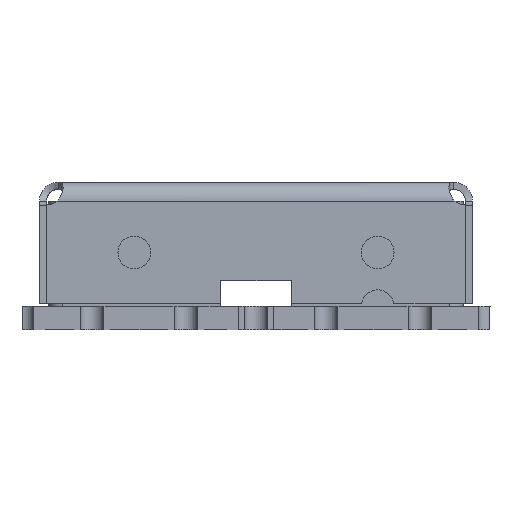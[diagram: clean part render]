
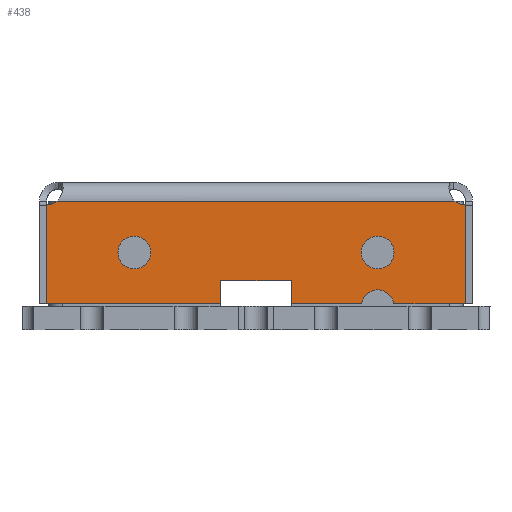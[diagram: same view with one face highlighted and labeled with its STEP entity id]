
A CAD part, left-side view. The second image highlights one B-rep face of the part: STEP entity #438.
In plain terms, the highlighted planar face has unit normal (-1, 0, 0).
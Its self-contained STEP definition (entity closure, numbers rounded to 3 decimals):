
#438=ADVANCED_FACE('',(#4569,#4571,#4573),#4575,.F.);
#4569=FACE_BOUND('',#4570,.T.);
#4570=EDGE_LOOP('',(#18592,#18593,#18594,#18595,#18596,#18597,#18598,#18599,#18600,
#18601,#18602,#18603));
#4571=FACE_BOUND('',#4572,.T.);
#4572=EDGE_LOOP('',(#18604));
#4573=FACE_BOUND('',#4574,.T.);
#4574=EDGE_LOOP('',(#18605));
#4575=PLANE('',#4576);
#4576=AXIS2_PLACEMENT_3D('',#4577,#4578,#4579);
#4577=CARTESIAN_POINT('',(-14.25,0.,6.3));
#4578=DIRECTION('',(1.,0.,0.));
#4579=DIRECTION('',(0.,0.,-1.));
#18592=ORIENTED_EDGE('',*,*,#26859,.F.);
#18593=ORIENTED_EDGE('',*,*,#26760,.T.);
#18594=ORIENTED_EDGE('',*,*,#26858,.F.);
#18595=ORIENTED_EDGE('',*,*,#26860,.T.);
#18596=ORIENTED_EDGE('',*,*,#26846,.F.);
#18597=ORIENTED_EDGE('',*,*,#26861,.T.);
#18598=ORIENTED_EDGE('',*,*,#26862,.T.);
#18599=ORIENTED_EDGE('',*,*,#26787,.T.);
#18600=ORIENTED_EDGE('',*,*,#26863,.T.);
#18601=ORIENTED_EDGE('',*,*,#26864,.T.);
#18602=ORIENTED_EDGE('',*,*,#26865,.T.);
#18603=ORIENTED_EDGE('',*,*,#26762,.T.);
#18604=ORIENTED_EDGE('',*,*,#26461,.T.);
#18605=ORIENTED_EDGE('',*,*,#26463,.T.);
#26461=EDGE_CURVE('',#32051,#32051,#32052,.T.);
#26463=EDGE_CURVE('',#32055,#32055,#32056,.T.);
#26760=EDGE_CURVE('',#32641,#32645,#32647,.T.);
#26762=EDGE_CURVE('',#32651,#32649,#32652,.T.);
#26787=EDGE_CURVE('',#32697,#32695,#32698,.T.);
#26846=EDGE_CURVE('',#32789,#32791,#32792,.T.);
#26858=EDGE_CURVE('',#32808,#32645,#32810,.T.);
#26859=EDGE_CURVE('',#32641,#32649,#32811,.T.);
#26860=EDGE_CURVE('',#32808,#32791,#32812,.T.);
#26861=EDGE_CURVE('',#32789,#32813,#32814,.T.);
#26862=EDGE_CURVE('',#32813,#32697,#32815,.T.);
#26863=EDGE_CURVE('',#32695,#32816,#32817,.T.);
#26864=EDGE_CURVE('',#32816,#32818,#32819,.T.);
#26865=EDGE_CURVE('',#32818,#32651,#32820,.T.);
#32051=VERTEX_POINT('',#36242);
#32052=CIRCLE('',#36243,0.7);
#32055=VERTEX_POINT('',#36252);
#32056=CIRCLE('',#36253,0.7);
#32641=VERTEX_POINT('',#40884);
#32645=VERTEX_POINT('',#40892);
#32647=LINE('',#40896,#40897);
#32649=VERTEX_POINT('',#40900);
#32651=VERTEX_POINT('',#40904);
#32652=LINE('',#40905,#40906);
#32695=VERTEX_POINT('',#40996);
#32697=VERTEX_POINT('',#41000);
#32698=LINE('',#41001,#41002);
#32789=VERTEX_POINT('',#41333);
#32791=VERTEX_POINT('',#41354);
#32792=LINE('',#41355,#41356);
#32808=VERTEX_POINT('',#41418);
#32810=LINE('',#41422,#41423);
#32811=CIRCLE('',#41425,0.7);
#32812=CIRCLE('',#41429,0.7);
#32813=VERTEX_POINT('',#41433);
#32814=CIRCLE('',#41434,0.7);
#32815=LINE('',#41438,#41439);
#32816=VERTEX_POINT('',#41441);
#32817=LINE('',#41442,#41443);
#32818=VERTEX_POINT('',#41445);
#32819=LINE('',#41446,#41447);
#32820=LINE('',#41449,#41450);
#36242=CARTESIAN_POINT('',(-14.25,5.2,4.));
#36243=AXIS2_PLACEMENT_3D('',#36244,#36245,#36246);
#36244=CARTESIAN_POINT('',(-14.25,5.2,3.3));
#36245=DIRECTION('',(1.,0.,0.));
#36246=DIRECTION('',(0.,0.,1.));
#36252=CARTESIAN_POINT('',(-14.25,-5.2,4.));
#36253=AXIS2_PLACEMENT_3D('',#36254,#36255,#36256);
#36254=CARTESIAN_POINT('',(-14.25,-5.2,3.3));
#36255=DIRECTION('',(1.,0.,0.));
#36256=DIRECTION('',(0.,0.,1.));
#40884=CARTESIAN_POINT('',(-14.25,-5.893,1.1));
#40892=CARTESIAN_POINT('',(-14.25,-8.943,1.1));
#40896=CARTESIAN_POINT('',(-14.25,-5.893,1.1));
#40897=VECTOR('',#40898,1.);
#40898=DIRECTION('',(0.,-1.,0.));
#40900=CARTESIAN_POINT('',(-14.25,-4.507,1.1));
#40904=CARTESIAN_POINT('',(-14.25,-1.5,1.1));
#40905=CARTESIAN_POINT('',(-14.25,-1.5,1.1));
#40906=VECTOR('',#40907,1.);
#40907=DIRECTION('',(0.,-1.,0.));
#40996=CARTESIAN_POINT('',(-14.25,1.5,1.1));
#41000=CARTESIAN_POINT('',(-14.25,8.943,1.1));
#41001=CARTESIAN_POINT('',(-14.25,8.943,1.1));
#41002=VECTOR('',#41003,1.);
#41003=DIRECTION('',(0.,-1.,0.));
#41333=CARTESIAN_POINT('',(-14.25,8.484,5.5));
#41354=CARTESIAN_POINT('',(-14.25,-8.484,5.5));
#41355=CARTESIAN_POINT('',(-14.25,8.484,5.5));
#41356=VECTOR('',#41357,1.);
#41357=DIRECTION('',(0.,-1.,0.));
#41418=CARTESIAN_POINT('',(-14.25,-8.943,5.328));
#41422=CARTESIAN_POINT('',(-14.25,-8.943,5.328));
#41423=VECTOR('',#41424,1.);
#41424=DIRECTION('',(0.,0.,-1.));
#41425=AXIS2_PLACEMENT_3D('',#41426,#41427,#41428);
#41426=CARTESIAN_POINT('',(-14.25,-5.2,1.));
#41427=DIRECTION('',(-1.,0.,0.));
#41428=DIRECTION('',(0.,-0.99,0.143));
#41429=AXIS2_PLACEMENT_3D('',#41430,#41431,#41432);
#41430=CARTESIAN_POINT('',(-14.25,-8.943,6.028));
#41431=DIRECTION('',(1.,0.,0.));
#41432=DIRECTION('',(0.,0.,-1.));
#41433=CARTESIAN_POINT('',(-14.25,8.943,5.328));
#41434=AXIS2_PLACEMENT_3D('',#41435,#41436,#41437);
#41435=CARTESIAN_POINT('',(-14.25,8.943,6.028));
#41436=DIRECTION('',(1.,0.,0.));
#41437=DIRECTION('',(0.,-0.656,-0.755));
#41438=CARTESIAN_POINT('',(-14.25,8.943,5.328));
#41439=VECTOR('',#41440,1.);
#41440=DIRECTION('',(0.,0.,-1.));
#41441=CARTESIAN_POINT('',(-14.25,1.5,2.1));
#41442=CARTESIAN_POINT('',(-14.25,1.5,1.1));
#41443=VECTOR('',#41444,1.);
#41444=DIRECTION('',(0.,0.,1.));
#41445=CARTESIAN_POINT('',(-14.25,-1.5,2.1));
#41446=CARTESIAN_POINT('',(-14.25,1.5,2.1));
#41447=VECTOR('',#41448,1.);
#41448=DIRECTION('',(0.,-1.,0.));
#41449=CARTESIAN_POINT('',(-14.25,-1.5,2.1));
#41450=VECTOR('',#41451,1.);
#41451=DIRECTION('',(0.,0.,-1.));
